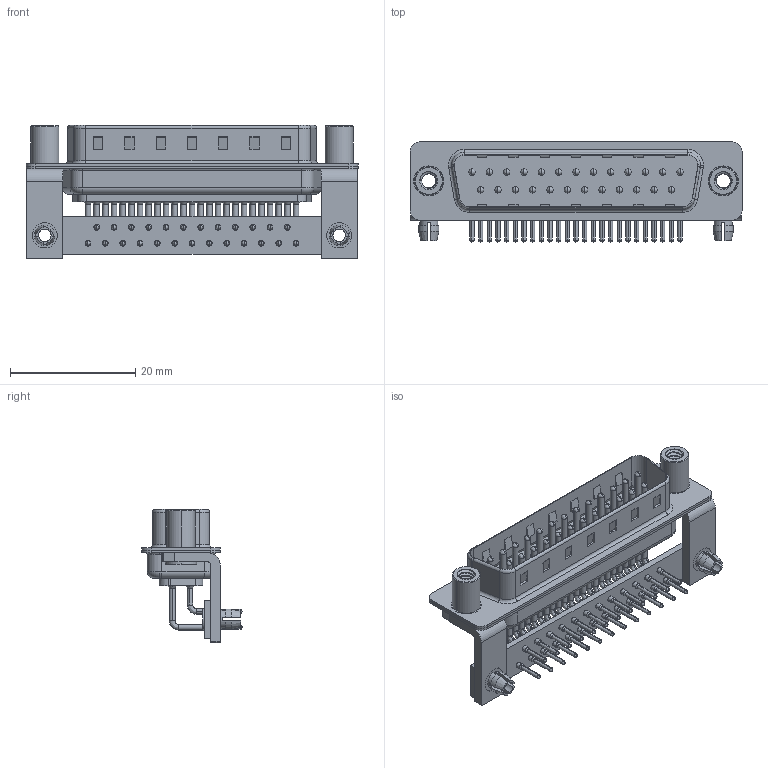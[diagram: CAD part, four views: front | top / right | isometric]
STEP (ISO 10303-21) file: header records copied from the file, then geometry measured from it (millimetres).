
FILE_DESCRIPTION (( 'STEP AP203' ), '1' );
FILE_NAME ('629-M25-640-BN5.STEP', '2018-09-25T20:15:10', ( '' ), ( '' ), 'SwSTEP 2.0', 'SolidWorks 2016', '' );
FILE_SCHEMA (( 'CONFIG_CONTROL_DESIGN' ));
Length unit declared in the file: millimetre
Products named in the file (10): 629M 4-40 Threaded Standoff; 629M Stabilizer Board_25 Contacts; 629M Board Lock; 629M Housing_25 Contacts; 629-M25-640-BN5; 629M Shell Front_25 Contacts; 629M Shell Rear_25 Contacts; 629M Contact Row 1; 629M Contact Row 2; 629M Stabilizer Bracket
Assembly tree (35 placements, depth 2):
  629-M25-640-BN5
    629M Housing_25 Contacts
    629M Shell Front_25 Contacts
    629M Shell Rear_25 Contacts
    629M Contact Row 1  x13
    629M Contact Row 2  x12
    629M Stabilizer Bracket  x2
    629M 4-40 Threaded Standoff  x2
    629M Stabilizer Board_25 Contacts
    629M Board Lock  x2
Bounding box: 53.05 x 16 x 21.3 mm (x, y, z)
Volume: 3637.7 mm3; surface area: 9693.6 mm2
Topology: 35 solids, 35 shells, 3368 faces, 9397 edges, 6116 vertices
Faces by surface type: plane 1847, cylinder 1183, bspline 156, cone 126, torus 56
Entity records: 31667 total; most frequent: CARTESIAN_POINT 6954, DIRECTION 5009, ORIENTED_EDGE 4646, EDGE_CURVE 2323, AXIS2_PLACEMENT_3D 1854, VERTEX_POINT 1509, VECTOR 1301, LINE 1301
